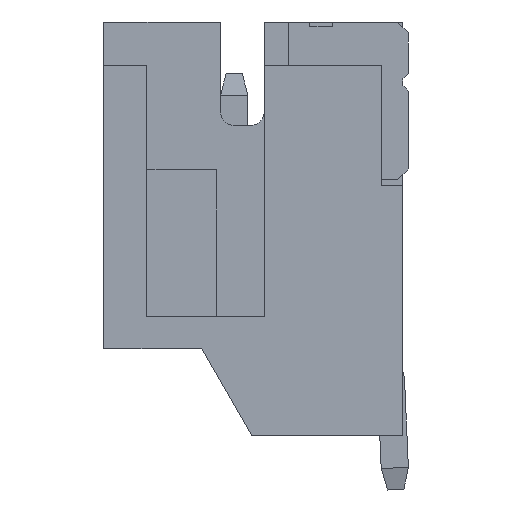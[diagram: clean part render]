
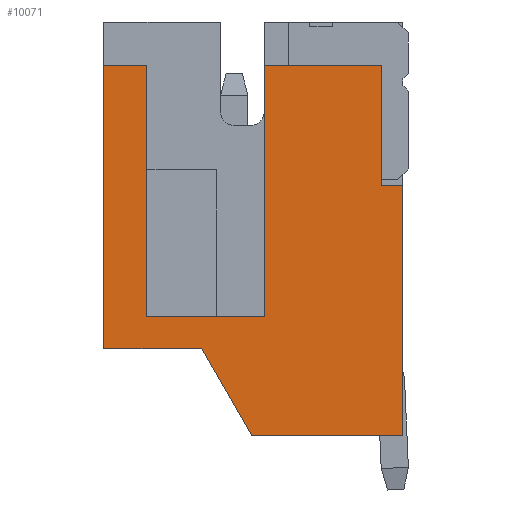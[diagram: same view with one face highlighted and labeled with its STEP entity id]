
A CAD part, left-side view. The second image highlights one B-rep face of the part: STEP entity #10071.
In plain terms, the highlighted planar face has unit normal (-1, 0, 0).
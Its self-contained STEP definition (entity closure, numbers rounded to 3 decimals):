
#78 = CARTESIAN_POINT ( 'NONE',  ( -3.95, 0., -7.6 ) ) ;
#527 = VECTOR ( 'NONE', #9593, 1000. ) ;
#583 = VECTOR ( 'NONE', #12811, 1000. ) ;
#812 = DIRECTION ( 'NONE',  ( 0., 0., -1. ) ) ;
#834 = EDGE_CURVE ( 'NONE', #5172, #8579, #4327, .T. ) ;
#958 = LINE ( 'NONE', #5514, #12744 ) ;
#1023 = LINE ( 'NONE', #10865, #12027 ) ;
#1101 = VECTOR ( 'NONE', #12791, 1000. ) ;
#1175 = ORIENTED_EDGE ( 'NONE', *, *, #3543, .T. ) ;
#1272 = AXIS2_PLACEMENT_3D ( 'NONE', #7164, #9384, #812 ) ;
#1276 = LINE ( 'NONE', #8829, #10421 ) ;
#1313 = LINE ( 'NONE', #11998, #8491 ) ;
#1500 = VECTOR ( 'NONE', #11160, 1000. ) ;
#1507 = VERTEX_POINT ( 'NONE', #10714 ) ;
#1754 = FACE_OUTER_BOUND ( 'NONE', #3466, .T. ) ;
#2029 = CARTESIAN_POINT ( 'NONE',  ( -3.95, 5.5, -3. ) ) ;
#2206 = EDGE_CURVE ( 'NONE', #10894, #1507, #958, .T. ) ;
#2310 = DIRECTION ( 'NONE',  ( 0., -1., 0. ) ) ;
#2380 = ORIENTED_EDGE ( 'NONE', *, *, #12465, .T. ) ;
#2397 = EDGE_CURVE ( 'NONE', #4548, #10509, #12290, .T. ) ;
#2886 = ORIENTED_EDGE ( 'NONE', *, *, #12216, .T. ) ;
#2888 = CARTESIAN_POINT ( 'NONE',  ( -3.95, 2.55, -5.415 ) ) ;
#2909 = CARTESIAN_POINT ( 'NONE',  ( -3.95, 0.4, -0.8 ) ) ;
#2994 = CARTESIAN_POINT ( 'NONE',  ( -3.95, 0.4, 0. ) ) ;
#3131 = LINE ( 'NONE', #2994, #583 ) ;
#3466 = EDGE_LOOP ( 'NONE', ( #2886, #1175, #9740, #9843, #11902, #2380, #11094, #6206, #11684, #12176, #6818, #10751 ) ) ;
#3543 = EDGE_CURVE ( 'NONE', #8971, #8522, #6947, .T. ) ;
#4327 = LINE ( 'NONE', #6684, #13484 ) ;
#4453 = CARTESIAN_POINT ( 'NONE',  ( -3.95, 0., -3. ) ) ;
#4510 = DIRECTION ( 'NONE',  ( 0., 0., 1. ) ) ;
#4548 = VERTEX_POINT ( 'NONE', #12872 ) ;
#5100 = EDGE_CURVE ( 'NONE', #11892, #4548, #5344, .T. ) ;
#5172 = VERTEX_POINT ( 'NONE', #8557 ) ;
#5344 = LINE ( 'NONE', #6418, #9510 ) ;
#5514 = CARTESIAN_POINT ( 'NONE',  ( -3.95, 5.5, -0.8 ) ) ;
#5733 = DIRECTION ( 'NONE',  ( 0., 0.5, 0.866 ) ) ;
#6113 = EDGE_CURVE ( 'NONE', #8522, #1507, #9952, .T. ) ;
#6128 = VECTOR ( 'NONE', #5733, 1000. ) ;
#6206 = ORIENTED_EDGE ( 'NONE', *, *, #5100, .F. ) ;
#6418 = CARTESIAN_POINT ( 'NONE',  ( -3.95, 5.5, -7.6 ) ) ;
#6684 = CARTESIAN_POINT ( 'NONE',  ( -3.95, 5.5, -0.8 ) ) ;
#6818 = ORIENTED_EDGE ( 'NONE', *, *, #9778, .F. ) ;
#6947 = LINE ( 'NONE', #13562, #11127 ) ;
#7065 = CARTESIAN_POINT ( 'NONE',  ( -3.95, 5.5, -0.8 ) ) ;
#7164 = CARTESIAN_POINT ( 'NONE',  ( -3.95, 5.5, 0. ) ) ;
#7466 = CARTESIAN_POINT ( 'NONE',  ( -3.95, 3.7, -6. ) ) ;
#7586 = DIRECTION ( 'NONE',  ( 0., 0., -1. ) ) ;
#7670 = CARTESIAN_POINT ( 'NONE',  ( -3.95, 4.705, -0.8 ) ) ;
#8022 = CARTESIAN_POINT ( 'NONE',  ( -3.95, 2.776, -7.6 ) ) ;
#8094 = DIRECTION ( 'NONE',  ( 0., 1., 0. ) ) ;
#8194 = CARTESIAN_POINT ( 'NONE',  ( -3.95, 4.705, -5.415 ) ) ;
#8491 = VECTOR ( 'NONE', #7586, 1000. ) ;
#8522 = VERTEX_POINT ( 'NONE', #8194 ) ;
#8557 = CARTESIAN_POINT ( 'NONE',  ( -3.95, 2.55, -0.8 ) ) ;
#8579 = VERTEX_POINT ( 'NONE', #2909 ) ;
#8749 = DIRECTION ( 'NONE',  ( 0., -1., 0. ) ) ;
#8829 = CARTESIAN_POINT ( 'NONE',  ( -3.95, 2.55, 0. ) ) ;
#8971 = VERTEX_POINT ( 'NONE', #2888 ) ;
#9384 = DIRECTION ( 'NONE',  ( 1., 0., 0. ) ) ;
#9398 = LINE ( 'NONE', #7466, #1101 ) ;
#9510 = VECTOR ( 'NONE', #9572, 1000. ) ;
#9572 = DIRECTION ( 'NONE',  ( 0., 1., 0. ) ) ;
#9593 = DIRECTION ( 'NONE',  ( 0., -1., 0. ) ) ;
#9740 = ORIENTED_EDGE ( 'NONE', *, *, #6113, .T. ) ;
#9778 = EDGE_CURVE ( 'NONE', #8579, #12451, #3131, .T. ) ;
#9843 = ORIENTED_EDGE ( 'NONE', *, *, #2206, .F. ) ;
#9952 = LINE ( 'NONE', #7670, #1500 ) ;
#10071 = ADVANCED_FACE ( 'NONE', ( #1754 ), #13858, .F. ) ;
#10105 = VERTEX_POINT ( 'NONE', #12716 ) ;
#10421 = VECTOR ( 'NONE', #13163, 1000. ) ;
#10502 = CARTESIAN_POINT ( 'NONE',  ( -3.95, 3.7, -6. ) ) ;
#10509 = VERTEX_POINT ( 'NONE', #10502 ) ;
#10714 = CARTESIAN_POINT ( 'NONE',  ( -3.95, 4.705, -0.8 ) ) ;
#10751 = ORIENTED_EDGE ( 'NONE', *, *, #834, .F. ) ;
#10865 = CARTESIAN_POINT ( 'NONE',  ( -3.95, 5.5, 0. ) ) ;
#10894 = VERTEX_POINT ( 'NONE', #7065 ) ;
#11094 = ORIENTED_EDGE ( 'NONE', *, *, #2397, .F. ) ;
#11127 = VECTOR ( 'NONE', #8094, 1000. ) ;
#11160 = DIRECTION ( 'NONE',  ( 0., 0., 1. ) ) ;
#11684 = ORIENTED_EDGE ( 'NONE', *, *, #13984, .F. ) ;
#11892 = VERTEX_POINT ( 'NONE', #78 ) ;
#11902 = ORIENTED_EDGE ( 'NONE', *, *, #12926, .F. ) ;
#11998 = CARTESIAN_POINT ( 'NONE',  ( -3.95, 0., -7.6 ) ) ;
#12027 = VECTOR ( 'NONE', #4510, 1000. ) ;
#12176 = ORIENTED_EDGE ( 'NONE', *, *, #13872, .F. ) ;
#12216 = EDGE_CURVE ( 'NONE', #5172, #8971, #1276, .T. ) ;
#12290 = LINE ( 'NONE', #8022, #6128 ) ;
#12451 = VERTEX_POINT ( 'NONE', #12593 ) ;
#12465 = EDGE_CURVE ( 'NONE', #10105, #10509, #9398, .T. ) ;
#12593 = CARTESIAN_POINT ( 'NONE',  ( -3.95, 0.4, -3. ) ) ;
#12716 = CARTESIAN_POINT ( 'NONE',  ( -3.95, 5.5, -6. ) ) ;
#12744 = VECTOR ( 'NONE', #2310, 1000. ) ;
#12791 = DIRECTION ( 'NONE',  ( 0., -1., 0. ) ) ;
#12811 = DIRECTION ( 'NONE',  ( 0., 0., -1. ) ) ;
#12847 = LINE ( 'NONE', #2029, #527 ) ;
#12872 = CARTESIAN_POINT ( 'NONE',  ( -3.95, 2.776, -7.6 ) ) ;
#12926 = EDGE_CURVE ( 'NONE', #10105, #10894, #1023, .T. ) ;
#13163 = DIRECTION ( 'NONE',  ( 0., 0., -1. ) ) ;
#13484 = VECTOR ( 'NONE', #8749, 1000. ) ;
#13562 = CARTESIAN_POINT ( 'NONE',  ( -3.95, 4.705, -5.415 ) ) ;
#13699 = VERTEX_POINT ( 'NONE', #4453 ) ;
#13858 = PLANE ( 'NONE',  #1272 ) ;
#13872 = EDGE_CURVE ( 'NONE', #12451, #13699, #12847, .T. ) ;
#13984 = EDGE_CURVE ( 'NONE', #13699, #11892, #1313, .T. ) ;
